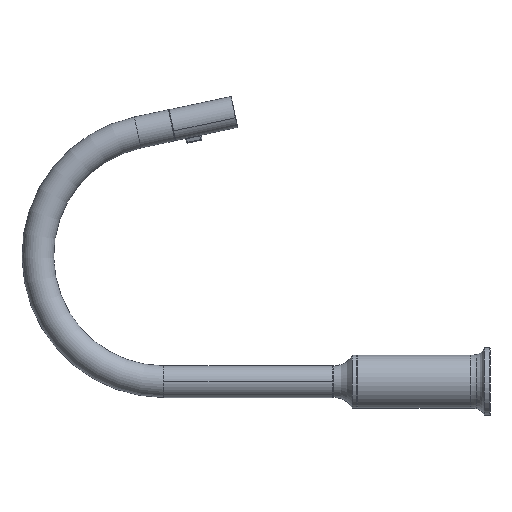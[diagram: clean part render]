
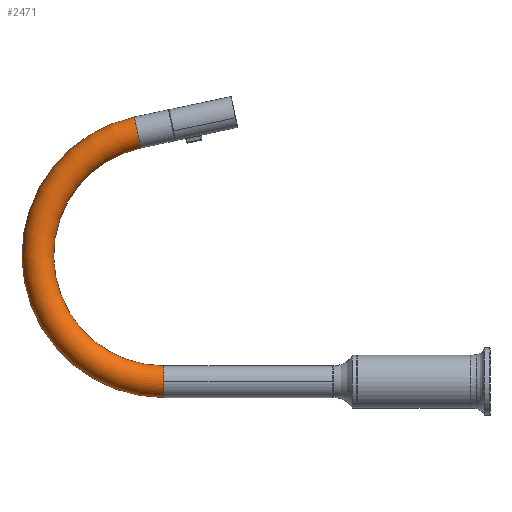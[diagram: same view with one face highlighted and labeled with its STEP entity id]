
A CAD part, left-side view. The second image highlights one B-rep face of the part: STEP entity #2471.
In plain terms, the highlighted toroidal (fillet/blend) face has major radius 112 mm and minor radius 14.1 mm.
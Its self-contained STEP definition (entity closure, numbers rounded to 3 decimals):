
#170 = VERTEX_POINT ( 'NONE', #1384 ) ;
#220 = ORIENTED_EDGE ( 'NONE', *, *, #4891, .T. ) ;
#529 = AXIS2_PLACEMENT_3D ( 'NONE', #3572, #1994, #8793 ) ;
#1037 = CARTESIAN_POINT ( 'NONE',  ( -207.761, 170.355, 0. ) ) ;
#1245 = DIRECTION ( 'NONE',  ( 0., 0., 1. ) ) ;
#1351 = CARTESIAN_POINT ( 'NONE',  ( 0., 150., 0. ) ) ;
#1384 = CARTESIAN_POINT ( 'NONE',  ( -235.344, 176.218, 0. ) ) ;
#1463 = EDGE_CURVE ( 'NONE', #3043, #2548, #10655, .T. ) ;
#1561 = EDGE_CURVE ( 'NONE', #3589, #170, #3781, .T. ) ;
#1741 = DIRECTION ( 'NONE',  ( 1., 0., 0. ) ) ;
#1813 = AXIS2_PLACEMENT_3D ( 'NONE', #6996, #2786, #6255 ) ;
#1880 = AXIS2_PLACEMENT_3D ( 'NONE', #10448, #8709, #5370 ) ;
#1994 = DIRECTION ( 'NONE',  ( -0.208, -0.978, 0. ) ) ;
#2241 = CIRCLE ( 'NONE', #1880, 14.1 ) ;
#2471 = ADVANCED_FACE ( 'NONE', ( #2728 ), #6341, .T. ) ;
#2548 = VERTEX_POINT ( 'NONE', #1037 ) ;
#2559 = CARTESIAN_POINT ( 'NONE',  ( 14.1, 150., 0. ) ) ;
#2728 = FACE_OUTER_BOUND ( 'NONE', #8278, .T. ) ;
#2786 = DIRECTION ( 'NONE',  ( 0., 0., 1. ) ) ;
#3043 = VERTEX_POINT ( 'NONE', #10183 ) ;
#3572 = CARTESIAN_POINT ( 'NONE',  ( -221.553, 173.286, 0. ) ) ;
#3582 = ORIENTED_EDGE ( 'NONE', *, *, #7481, .T. ) ;
#3589 = VERTEX_POINT ( 'NONE', #2559 ) ;
#3596 = CARTESIAN_POINT ( 'NONE',  ( 0., 150., -14.1 ) ) ;
#3704 = EDGE_CURVE ( 'NONE', #170, #2548, #4520, .T. ) ;
#3781 = CIRCLE ( 'NONE', #4326, 126.1 ) ;
#4326 = AXIS2_PLACEMENT_3D ( 'NONE', #10121, #7584, #1741 ) ;
#4334 = ORIENTED_EDGE ( 'NONE', *, *, #1463, .T. ) ;
#4520 = CIRCLE ( 'NONE', #529, 14.1 ) ;
#4547 = AXIS2_PLACEMENT_3D ( 'NONE', #1351, #8109, #1245 ) ;
#4691 = ORIENTED_EDGE ( 'NONE', *, *, #3704, .F. ) ;
#4709 = DIRECTION ( 'NONE',  ( 0., 0., 1. ) ) ;
#4891 = EDGE_CURVE ( 'NONE', #3589, #7533, #6900, .T. ) ;
#5370 = DIRECTION ( 'NONE',  ( 0., 0., 1. ) ) ;
#6255 = DIRECTION ( 'NONE',  ( 1., 0., 0. ) ) ;
#6341 = TOROIDAL_SURFACE ( 'NONE', #1813, 112., 14.1 ) ;
#6900 = CIRCLE ( 'NONE', #4547, 14.1 ) ;
#6996 = CARTESIAN_POINT ( 'NONE',  ( -112., 150., 0. ) ) ;
#7480 = ORIENTED_EDGE ( 'NONE', *, *, #1561, .F. ) ;
#7481 = EDGE_CURVE ( 'NONE', #7533, #3043, #2241, .T. ) ;
#7533 = VERTEX_POINT ( 'NONE', #3596 ) ;
#7584 = DIRECTION ( 'NONE',  ( 0., 0., 1. ) ) ;
#8109 = DIRECTION ( 'NONE',  ( 0., 1., 0. ) ) ;
#8278 = EDGE_LOOP ( 'NONE', ( #7480, #220, #3582, #4334, #4691 ) ) ;
#8709 = DIRECTION ( 'NONE',  ( 0., 1., 0. ) ) ;
#8793 = DIRECTION ( 'NONE',  ( 0., 0., 1. ) ) ;
#9215 = DIRECTION ( 'NONE',  ( 1., 0., 0. ) ) ;
#10121 = CARTESIAN_POINT ( 'NONE',  ( -112., 150., 0. ) ) ;
#10183 = CARTESIAN_POINT ( 'NONE',  ( -14.1, 150., 0. ) ) ;
#10448 = CARTESIAN_POINT ( 'NONE',  ( 0., 150., 0. ) ) ;
#10655 = CIRCLE ( 'NONE', #11014, 97.9 ) ;
#10914 = CARTESIAN_POINT ( 'NONE',  ( -112., 150., 0. ) ) ;
#11014 = AXIS2_PLACEMENT_3D ( 'NONE', #10914, #4709, #9215 ) ;
